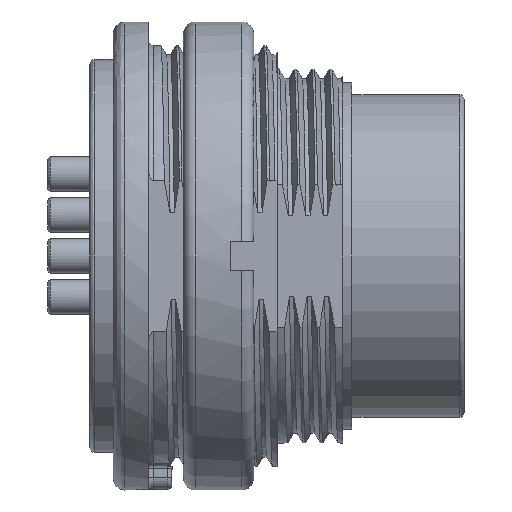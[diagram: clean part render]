
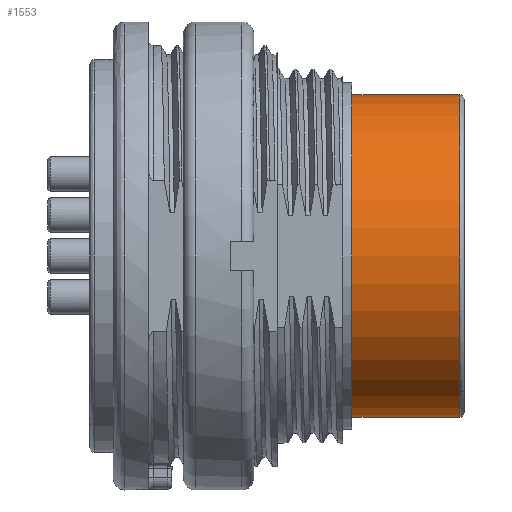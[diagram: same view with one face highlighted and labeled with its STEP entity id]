
A CAD part, front view. The second image highlights one B-rep face of the part: STEP entity #1553.
In plain terms, the highlighted cylindrical face has radius 6.9 mm (diameter 13.8 mm), a full revolution.
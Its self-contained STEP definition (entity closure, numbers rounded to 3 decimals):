
#878=CYLINDRICAL_SURFACE('',#6664,6.9);
#1553=ADVANCED_FACE('',(#1967,#1968),#878,.T.);
#1967=FACE_BOUND('',#2272,.T.);
#1968=FACE_BOUND('',#2273,.T.);
#2272=EDGE_LOOP('',(#3377));
#2273=EDGE_LOOP('',(#3378));
#2739=CIRCLE('',#6661,6.9);
#2740=CIRCLE('',#6663,6.9);
#3377=ORIENTED_EDGE('',*,*,#5478,.F.);
#3378=ORIENTED_EDGE('',*,*,#5479,.F.);
#4815=VERTEX_POINT('',#13004);
#4816=VERTEX_POINT('',#13007);
#5478=EDGE_CURVE('',#4815,#4815,#2739,.T.);
#5479=EDGE_CURVE('',#4816,#4816,#2740,.T.);
#6661=AXIS2_PLACEMENT_3D('',#13003,#7346,#7347);
#6663=AXIS2_PLACEMENT_3D('',#13006,#7350,#7351);
#6664=AXIS2_PLACEMENT_3D('',#13008,#7352,#7353);
#7346=DIRECTION('',(-1.,0.,0.));
#7347=DIRECTION('',(0.,1.,0.));
#7350=DIRECTION('',(1.,0.,0.));
#7351=DIRECTION('',(0.,1.,0.));
#7352=DIRECTION('',(-1.,0.,0.));
#7353=DIRECTION('',(0.,1.,0.));
#13003=CARTESIAN_POINT('',(3.6,0.,0.));
#13004=CARTESIAN_POINT('',(3.6,6.9,0.));
#13006=CARTESIAN_POINT('',(8.2,0.,0.));
#13007=CARTESIAN_POINT('',(8.2,6.9,0.));
#13008=CARTESIAN_POINT('',(8.2,0.,0.));
